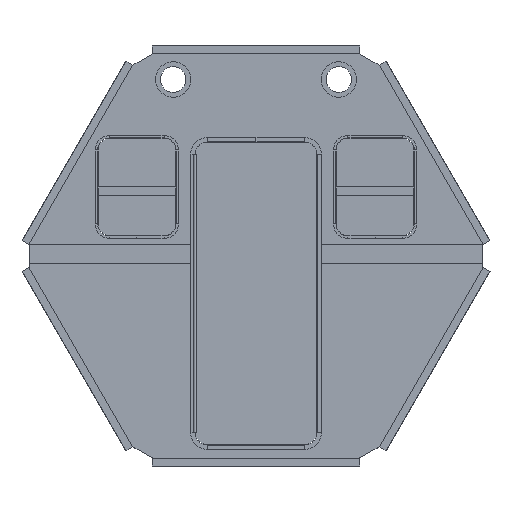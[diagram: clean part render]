
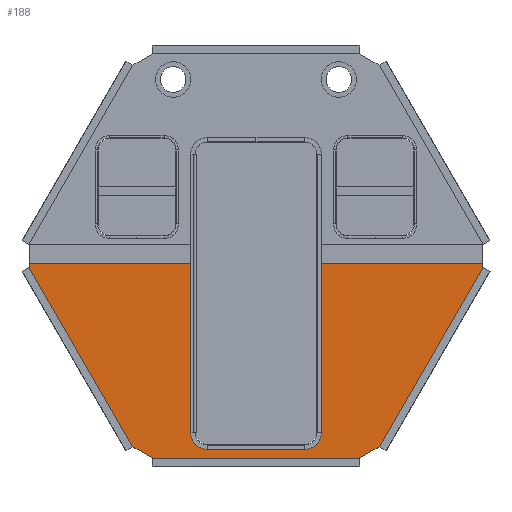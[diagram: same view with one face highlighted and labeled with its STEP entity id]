
A CAD part, top view. The second image highlights one B-rep face of the part: STEP entity #188.
In plain terms, the highlighted face is planar.
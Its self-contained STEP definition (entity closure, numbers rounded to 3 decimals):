
#188 = ADVANCED_FACE ( 'NONE', ( #9401 ), #12595, .F. ) ;
#252 = DIRECTION ( 'NONE',  ( 0., 0., 1. ) ) ;
#441 = VECTOR ( 'NONE', #10384, 1000. ) ;
#657 = LINE ( 'NONE', #5347, #11149 ) ;
#924 = CARTESIAN_POINT ( 'NONE',  ( -261., 25., -385.018 ) ) ;
#992 = EDGE_CURVE ( 'NONE', #7321, #12870, #18645, .T. ) ;
#1109 = VECTOR ( 'NONE', #14031, 1000. ) ;
#1366 = LINE ( 'NONE', #19711, #13053 ) ;
#1404 = CARTESIAN_POINT ( 'NONE',  ( 311., 25., 570. ) ) ;
#1408 = EDGE_CURVE ( 'NONE', #2465, #13614, #6103, .T. ) ;
#1522 = VERTEX_POINT ( 'NONE', #1404 ) ;
#1793 = VECTOR ( 'NONE', #16462, 1000. ) ;
#1807 = CARTESIAN_POINT ( 'NONE',  ( 0., 25., -385.018 ) ) ;
#1821 = VERTEX_POINT ( 'NONE', #15763 ) ;
#1882 = CIRCLE ( 'NONE', #15837, 50. ) ;
#2204 = EDGE_LOOP ( 'NONE', ( #4344, #14561, #11664, #9450, #2640, #3917, #13624, #3645, #12730, #4680, #11563, #13413, #13515, #19755 ) ) ;
#2465 = VERTEX_POINT ( 'NONE', #14880 ) ;
#2640 = ORIENTED_EDGE ( 'NONE', *, *, #8029, .T. ) ;
#2683 = CARTESIAN_POINT ( 'NONE',  ( 4825.051, 25., 570. ) ) ;
#2690 = VERTEX_POINT ( 'NONE', #924 ) ;
#2898 = VECTOR ( 'NONE', #18672, 1000. ) ;
#2909 = DIRECTION ( 'NONE',  ( 0., -1., 0. ) ) ;
#3038 = CARTESIAN_POINT ( 'NONE',  ( -1150., 25., 0. ) ) ;
#3489 = EDGE_CURVE ( 'NONE', #1821, #1522, #657, .T. ) ;
#3511 = VERTEX_POINT ( 'NONE', #18255 ) ;
#3645 = ORIENTED_EDGE ( 'NONE', *, *, #15307, .F. ) ;
#3732 = VERTEX_POINT ( 'NONE', #19414 ) ;
#3906 = VECTOR ( 'NONE', #16024, 1000. ) ;
#3917 = ORIENTED_EDGE ( 'NONE', *, *, #20084, .T. ) ;
#4032 = CARTESIAN_POINT ( 'NONE',  ( -311., 25., 0. ) ) ;
#4344 = ORIENTED_EDGE ( 'NONE', *, *, #20789, .F. ) ;
#4496 = DIRECTION ( 'NONE',  ( 0., 0., -1. ) ) ;
#4647 = LINE ( 'NONE', #18050, #13740 ) ;
#4680 = ORIENTED_EDGE ( 'NONE', *, *, #5443, .F. ) ;
#5019 = DIRECTION ( 'NONE',  ( 1., 0., 0. ) ) ;
#5076 = CARTESIAN_POINT ( 'NONE',  ( -1150., 25., 570. ) ) ;
#5347 = CARTESIAN_POINT ( 'NONE',  ( 4825.051, 25., 570. ) ) ;
#5443 = EDGE_CURVE ( 'NONE', #13614, #18254, #1366, .T. ) ;
#5480 = CARTESIAN_POINT ( 'NONE',  ( 0., 25., -485.018 ) ) ;
#5905 = CARTESIAN_POINT ( 'NONE',  ( 1150., 25., 0. ) ) ;
#5953 = CARTESIAN_POINT ( 'NONE',  ( 464.026, 25., -485.018 ) ) ;
#6096 = CARTESIAN_POINT ( 'NONE',  ( -261., 25., -335.018 ) ) ;
#6103 = LINE ( 'NONE', #5480, #13688 ) ;
#7321 = VERTEX_POINT ( 'NONE', #13375 ) ;
#7568 = LINE ( 'NONE', #2683, #2898 ) ;
#7778 = CARTESIAN_POINT ( 'NONE',  ( 669.012, 25., -386.254 ) ) ;
#7787 = VERTEX_POINT ( 'NONE', #7895 ) ;
#7814 = CARTESIAN_POINT ( 'NONE',  ( 0., 25., 0. ) ) ;
#7895 = CARTESIAN_POINT ( 'NONE',  ( 261., 25., -385.018 ) ) ;
#8029 = EDGE_CURVE ( 'NONE', #7787, #13266, #20938, .T. ) ;
#8647 = DIRECTION ( 'NONE',  ( -1., 0., 0. ) ) ;
#9101 = CARTESIAN_POINT ( 'NONE',  ( 685.974, 25., -356.876 ) ) ;
#9401 = FACE_OUTER_BOUND ( 'NONE', #2204, .T. ) ;
#9450 = ORIENTED_EDGE ( 'NONE', *, *, #17307, .T. ) ;
#9500 = DIRECTION ( 'NONE',  ( 0., -1., 0. ) ) ;
#9514 = CARTESIAN_POINT ( 'NONE',  ( -311., 25., -335.018 ) ) ;
#9579 = VERTEX_POINT ( 'NONE', #5076 ) ;
#10305 = CARTESIAN_POINT ( 'NONE',  ( 261., 25., -335.018 ) ) ;
#10323 = AXIS2_PLACEMENT_3D ( 'NONE', #7814, #2909, #12813 ) ;
#10384 = DIRECTION ( 'NONE',  ( 0., 0., 1. ) ) ;
#11149 = VECTOR ( 'NONE', #8647, 1000. ) ;
#11563 = ORIENTED_EDGE ( 'NONE', *, *, #1408, .F. ) ;
#11664 = ORIENTED_EDGE ( 'NONE', *, *, #17194, .T. ) ;
#11882 = EDGE_CURVE ( 'NONE', #3511, #17428, #13754, .T. ) ;
#12260 = CARTESIAN_POINT ( 'NONE',  ( -669.012, 25., -386.254 ) ) ;
#12402 = AXIS2_PLACEMENT_3D ( 'NONE', #10305, #15233, #13409 ) ;
#12505 = EDGE_CURVE ( 'NONE', #18254, #3732, #12648, .T. ) ;
#12595 = PLANE ( 'NONE',  #10323 ) ;
#12648 = LINE ( 'NONE', #7778, #19666 ) ;
#12730 = ORIENTED_EDGE ( 'NONE', *, *, #12505, .F. ) ;
#12813 = DIRECTION ( 'NONE',  ( 0., 0., -1. ) ) ;
#12870 = VERTEX_POINT ( 'NONE', #9514 ) ;
#13053 = VECTOR ( 'NONE', #14780, 1000. ) ;
#13266 = VERTEX_POINT ( 'NONE', #18888 ) ;
#13361 = LINE ( 'NONE', #18293, #1793 ) ;
#13375 = CARTESIAN_POINT ( 'NONE',  ( -311., 25., 570. ) ) ;
#13409 = DIRECTION ( 'NONE',  ( 0., 0., -1. ) ) ;
#13413 = ORIENTED_EDGE ( 'NONE', *, *, #15137, .F. ) ;
#13515 = ORIENTED_EDGE ( 'NONE', *, *, #11882, .F. ) ;
#13614 = VERTEX_POINT ( 'NONE', #5953 ) ;
#13624 = ORIENTED_EDGE ( 'NONE', *, *, #3489, .F. ) ;
#13687 = DIRECTION ( 'NONE',  ( 1., 0., 0. ) ) ;
#13688 = VECTOR ( 'NONE', #13687, 1000. ) ;
#13740 = VECTOR ( 'NONE', #252, 1000. ) ;
#13754 = LINE ( 'NONE', #12260, #14859 ) ;
#14031 = DIRECTION ( 'NONE',  ( 0., 0., -1. ) ) ;
#14561 = ORIENTED_EDGE ( 'NONE', *, *, #992, .T. ) ;
#14780 = DIRECTION ( 'NONE',  ( 0.866, 0., 0.5 ) ) ;
#14859 = VECTOR ( 'NONE', #17387, 1000. ) ;
#14880 = CARTESIAN_POINT ( 'NONE',  ( -464.026, 25., -485.018 ) ) ;
#15137 = EDGE_CURVE ( 'NONE', #17428, #2465, #13361, .T. ) ;
#15233 = DIRECTION ( 'NONE',  ( 0., -1., 0. ) ) ;
#15307 = EDGE_CURVE ( 'NONE', #3732, #1821, #20523, .T. ) ;
#15763 = CARTESIAN_POINT ( 'NONE',  ( 1150., 25., 570. ) ) ;
#15837 = AXIS2_PLACEMENT_3D ( 'NONE', #6096, #9500, #4496 ) ;
#16024 = DIRECTION ( 'NONE',  ( 0., 0., -1. ) ) ;
#16462 = DIRECTION ( 'NONE',  ( 0.866, 0., -0.5 ) ) ;
#16750 = EDGE_CURVE ( 'NONE', #9579, #3511, #20751, .T. ) ;
#17194 = EDGE_CURVE ( 'NONE', #12870, #2690, #1882, .T. ) ;
#17307 = EDGE_CURVE ( 'NONE', #2690, #7787, #18239, .T. ) ;
#17387 = DIRECTION ( 'NONE',  ( 0.5, 0., -0.866 ) ) ;
#17428 = VERTEX_POINT ( 'NONE', #20268 ) ;
#18050 = CARTESIAN_POINT ( 'NONE',  ( 311., 25., 0. ) ) ;
#18239 = LINE ( 'NONE', #1807, #18567 ) ;
#18254 = VERTEX_POINT ( 'NONE', #9101 ) ;
#18255 = CARTESIAN_POINT ( 'NONE',  ( -1150., 25., 446.84 ) ) ;
#18293 = CARTESIAN_POINT ( 'NONE',  ( -326.025, 25., -564.693 ) ) ;
#18567 = VECTOR ( 'NONE', #5019, 1000. ) ;
#18645 = LINE ( 'NONE', #4032, #1109 ) ;
#18672 = DIRECTION ( 'NONE',  ( -1., 0., 0. ) ) ;
#18888 = CARTESIAN_POINT ( 'NONE',  ( 311., 25., -335.018 ) ) ;
#19414 = CARTESIAN_POINT ( 'NONE',  ( 1150., 25., 446.84 ) ) ;
#19666 = VECTOR ( 'NONE', #20689, 1000. ) ;
#19711 = CARTESIAN_POINT ( 'NONE',  ( 326.025, 25., -564.693 ) ) ;
#19755 = ORIENTED_EDGE ( 'NONE', *, *, #16750, .F. ) ;
#20084 = EDGE_CURVE ( 'NONE', #13266, #1522, #4647, .T. ) ;
#20268 = CARTESIAN_POINT ( 'NONE',  ( -685.974, 25., -356.876 ) ) ;
#20523 = LINE ( 'NONE', #5905, #441 ) ;
#20689 = DIRECTION ( 'NONE',  ( 0.5, 0., 0.866 ) ) ;
#20751 = LINE ( 'NONE', #3038, #3906 ) ;
#20789 = EDGE_CURVE ( 'NONE', #7321, #9579, #7568, .T. ) ;
#20938 = CIRCLE ( 'NONE', #12402, 50. ) ;
